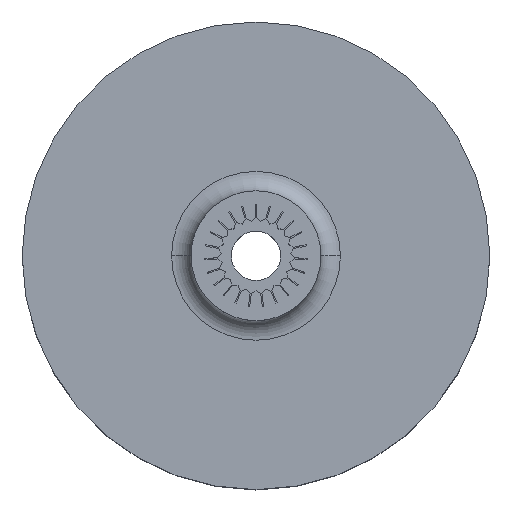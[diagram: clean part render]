
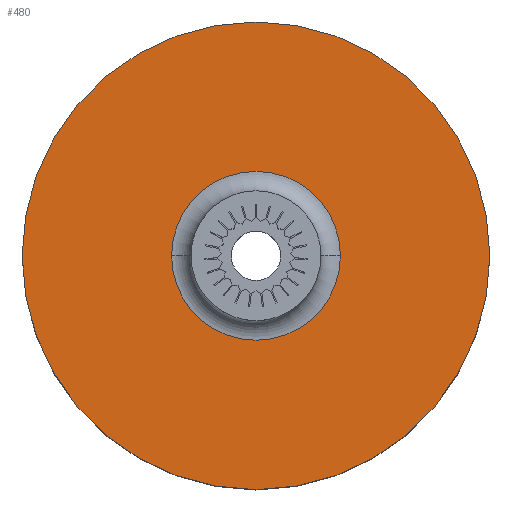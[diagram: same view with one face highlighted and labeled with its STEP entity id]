
A CAD part, top view. The second image highlights one B-rep face of the part: STEP entity #480.
In plain terms, the highlighted planar face has unit normal (0, 0, 1).
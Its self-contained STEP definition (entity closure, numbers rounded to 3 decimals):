
#38 = DIRECTION ( 'NONE',  ( 1., 0., 0. ) ) ;
#62 = EDGE_CURVE ( 'NONE', #3971, #3327, #1937, .T. ) ;
#155 = EDGE_CURVE ( 'NONE', #3327, #3971, #3508, .T. ) ;
#183 = FACE_OUTER_BOUND ( 'NONE', #3306, .T. ) ;
#269 = DIRECTION ( 'NONE',  ( 1., 0., 0. ) ) ;
#446 = CARTESIAN_POINT ( 'NONE',  ( -6.5, 0., 0. ) ) ;
#480 = ADVANCED_FACE ( 'NONE', ( #2713, #183 ), #4139, .T. ) ;
#481 = CARTESIAN_POINT ( 'NONE',  ( 0., 0., 0. ) ) ;
#560 = AXIS2_PLACEMENT_3D ( 'NONE', #561, #2016, #2688 ) ;
#561 = CARTESIAN_POINT ( 'NONE',  ( 0., 0., 0. ) ) ;
#645 = CARTESIAN_POINT ( 'NONE',  ( 0., 0., 0. ) ) ;
#672 = CIRCLE ( 'NONE', #4494, 6.5 ) ;
#732 = CARTESIAN_POINT ( 'NONE',  ( 6.5, 0., 0. ) ) ;
#928 = DIRECTION ( 'NONE',  ( 1., 0., 0. ) ) ;
#1232 = EDGE_CURVE ( 'NONE', #2801, #2865, #4382, .T. ) ;
#1250 = AXIS2_PLACEMENT_3D ( 'NONE', #481, #3354, #3333 ) ;
#1339 = DIRECTION ( 'NONE',  ( 0., 0., -1. ) ) ;
#1654 = CARTESIAN_POINT ( 'NONE',  ( 18., 0., 0. ) ) ;
#1866 = AXIS2_PLACEMENT_3D ( 'NONE', #2671, #2047, #269 ) ;
#1911 = CARTESIAN_POINT ( 'NONE',  ( 0., 0., 0. ) ) ;
#1937 = CIRCLE ( 'NONE', #1250, 18. ) ;
#1976 = EDGE_CURVE ( 'NONE', #2865, #2801, #672, .T. ) ;
#1991 = DIRECTION ( 'NONE',  ( 0., 0., -1. ) ) ;
#2016 = DIRECTION ( 'NONE',  ( 0., 0., 1. ) ) ;
#2047 = DIRECTION ( 'NONE',  ( 0., 0., 1. ) ) ;
#2063 = CARTESIAN_POINT ( 'NONE',  ( -18., 0., 0. ) ) ;
#2257 = ORIENTED_EDGE ( 'NONE', *, *, #155, .T. ) ;
#2671 = CARTESIAN_POINT ( 'NONE',  ( 0., 0., 0. ) ) ;
#2688 = DIRECTION ( 'NONE',  ( 1., 0., 0. ) ) ;
#2713 = FACE_BOUND ( 'NONE', #4622, .T. ) ;
#2801 = VERTEX_POINT ( 'NONE', #732 ) ;
#2865 = VERTEX_POINT ( 'NONE', #446 ) ;
#3306 = EDGE_LOOP ( 'NONE', ( #4330, #2257 ) ) ;
#3327 = VERTEX_POINT ( 'NONE', #2063 ) ;
#3333 = DIRECTION ( 'NONE',  ( 1., 0., 0. ) ) ;
#3354 = DIRECTION ( 'NONE',  ( 0., 0., 1. ) ) ;
#3399 = AXIS2_PLACEMENT_3D ( 'NONE', #645, #1339, #928 ) ;
#3508 = CIRCLE ( 'NONE', #1866, 18. ) ;
#3893 = ORIENTED_EDGE ( 'NONE', *, *, #1976, .T. ) ;
#3971 = VERTEX_POINT ( 'NONE', #1654 ) ;
#4105 = ORIENTED_EDGE ( 'NONE', *, *, #1232, .T. ) ;
#4139 = PLANE ( 'NONE',  #560 ) ;
#4330 = ORIENTED_EDGE ( 'NONE', *, *, #62, .T. ) ;
#4382 = CIRCLE ( 'NONE', #3399, 6.5 ) ;
#4494 = AXIS2_PLACEMENT_3D ( 'NONE', #1911, #1991, #38 ) ;
#4622 = EDGE_LOOP ( 'NONE', ( #4105, #3893 ) ) ;
